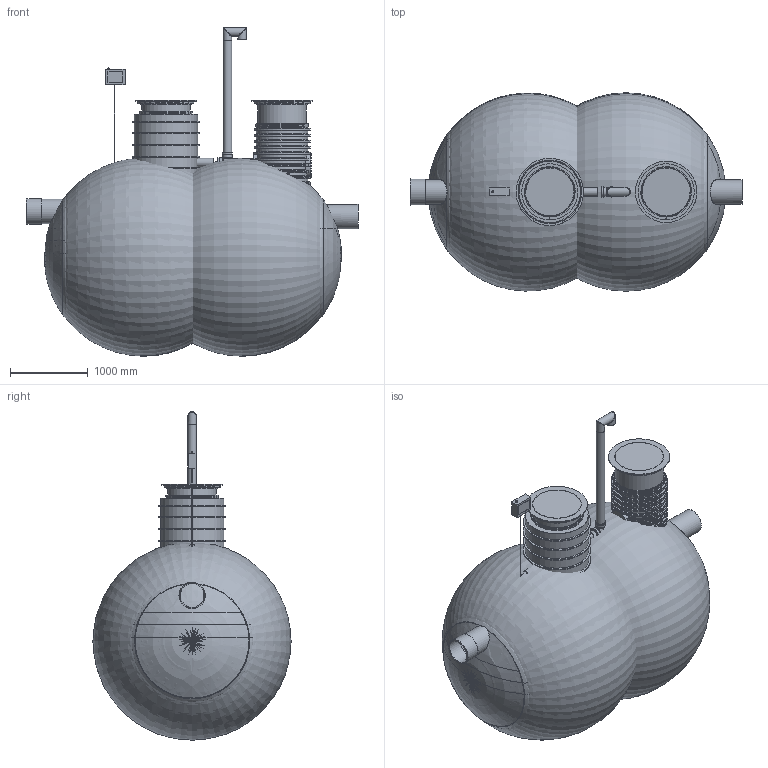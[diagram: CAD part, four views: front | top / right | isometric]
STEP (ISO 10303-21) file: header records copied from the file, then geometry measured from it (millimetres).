
FILE_DESCRIPTION(/* description */ ('Unknown'),/* implementation_level */ '2;1');
FILE_NAME(/* name */ 'EQ BP 1.klassi õlieraldaja NS20_60',/* time_stamp */ '2023-04-13T14:01:55+03:00',/* author */ ('Unknown'),/* organization */ ('Unknown'),/* preprocessor_version */ 'ST-DEVELOPER v18.1',/* originating_system */ 'Solid Edge',/* authorisation */ 'Unknown');
FILE_SCHEMA (('AUTOMOTIVE_DESIGN {1 0 10303 214 3 1 1}'));
Length unit declared in the file: millimetre
Products named in the file (53): EQ BP 1.klassi eraldaja NS20_60; kestakoost NS20_60 28.03.23_oa_0; 34443_väljund D315; 34443_ots2_oa_1; 34443_sisend D315; PVC_polv_315; 34443_ots1; D1600_silinder_NS20_60 28.03.23; D665 KP silinder 26.04.19; 2632.105_vahesein1; 34443 moodavoolu toru D315; D800 KP silinder 9.12.19; PVC Kaksikmuhv d315; 34443 vahesein3; 2671.200 filtrikastikoost_vana solid edgega; 2671.115_vahesein2_vana solid edgega; 2632.201; 2632.202; 2632.203; Raam kahele filtriplokile 2631.000_var2; 2631.001_var2; 2631.002_var2; Polt_M6x20HK; Mutter M6 a2_NY; Filter HD Q-PAC; 2632.204; Olieraldustoru1; SO012747-3.002; keermelattM8x200; Mutter M8RVNY; Seib 8 RV; liivamaht NS20_2521.002; PE_vent_malm_L=1500; PVC_polv_110; PE venttoru DN100 L=1500; Rotoventiots; olimaht NS20_2521.001; RoundTubing 63x4.7_oa_2; RoundTubing 110x6.6_oa_3; Ujuk_oa_4 ...
Assembly tree (70 placements, depth 5):
  EQ BP 1.klassi eraldaja NS20_60
    kestakoost NS20_60 28.03.23_oa_0
      34443_väljund D315
      34443_ots2_oa_1
      34443_sisend D315
      PVC_polv_315  x2
      34443_ots1
      D1600_silinder_NS20_60 28.03.23
      D665 KP silinder 26.04.19
      2632.105_vahesein1
      34443 moodavoolu toru D315
      D800 KP silinder 9.12.19
      PVC Kaksikmuhv d315  x2
      34443 vahesein3
      2671.200 filtrikastikoost_vana solid edgega
        2671.115_vahesein2_vana solid edgega
        2632.201
        2632.202  x2
        2632.203  x2
        Raam kahele filtriplokile 2631.000_var2  x6
          2631.001_var2
          2631.002_var2
          Polt_M6x20HK
          Mutter M6 a2_NY
          Filter HD Q-PAC
        2632.204
    Olieraldustoru1
      SO012747-3.002
      keermelattM8x200
      Mutter M8RVNY  x2
      Seib 8 RV  x2
    liivamaht NS20_2521.002
    PE_vent_malm_L=1500
      PVC_polv_110
      PE venttoru DN100 L=1500
      Rotoventiots
    olimaht NS20_2521.001
    RoundTubing 63x4.7_oa_2
    RoundTubing 110x6.6_oa_3
    Ujuk_oa_4
    Ujuk_oa_5
    Ujuk_oa_6
    RoundTubing 25x2.3_oa_7
    elektrikarp loikefotole
    Malmluuk_D600_(Ginmika)  x2
      Malmluugi_korpus_D600_(Ginmika)
      Malmluugi_kaan_D600_(Ginmika)
    2703.001  x2
    2697.001 tihend teeninduskaevule 670_var2  x3
    D800 uus rotost teeninduskaev_lisaga 20.02.23
    Tihend teeninduskaevule 800
    2693.001_var3_oa_8
    efektiivne maht NS20_2521.003
Bounding box: 4281 x 2558.61 x 4236.16 mm (x, y, z)
Volume: 33636878920.5 mm3; surface area: 227891168.7 mm2
Topology: 104 solids, 104 shells, 1899 faces, 4355 edges, 2758 vertices
Faces by surface type: plane 1167, cylinder 505, torus 146, cone 50, bspline 26, sphere 5
Full cylindrical faces by diameter (mm): 4.917 x12, 6 x14, 6.8 x2, 7 x24, 8 x19, 8.4 x2, 8.5 x3, 9 x4, 10 x50, 16 x2, 20 x1, 20.4 x1, 25 x1, 53.6 x1, 63 x1, 96.8 x1, 100 x2, 103.2 x3, 105 x1, 110 x9, 120 x2, 130 x2, 190 x1, 190.4 x1, 200 x3, 299 x1, 305 x8, 310 x1, 315 x17, 325 x2
Entity records: 28580 total; most frequent: CARTESIAN_POINT 8521, DIRECTION 3920, ORIENTED_EDGE 3260, AXIS2_PLACEMENT_3D 1659, EDGE_CURVE 1630, FACE_BOUND 1412, EDGE_LOOP 1408, VERTEX_POINT 1212
